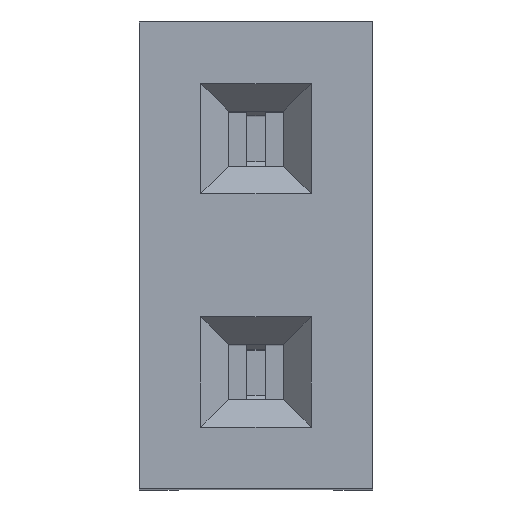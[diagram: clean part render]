
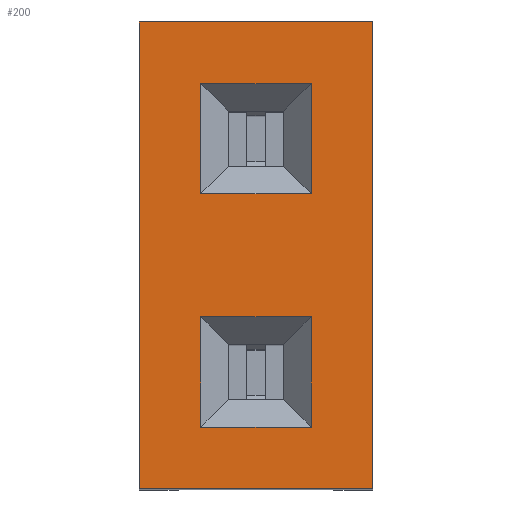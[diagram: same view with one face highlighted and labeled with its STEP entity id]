
A CAD part, top view. The second image highlights one B-rep face of the part: STEP entity #200.
In plain terms, the highlighted planar face has unit normal (0, 0, 1).
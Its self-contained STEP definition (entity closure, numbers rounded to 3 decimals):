
#24 = VERTEX_POINT('',#25);
#25 = CARTESIAN_POINT('',(1.27,-3.81,8.5));
#31 = EDGE_CURVE('',#24,#32,#34,.T.);
#32 = VERTEX_POINT('',#33);
#33 = CARTESIAN_POINT('',(1.27,1.27,8.5));
#34 = LINE('',#35,#36);
#35 = CARTESIAN_POINT('',(1.27,-3.81,8.5));
#36 = VECTOR('',#37,1.);
#37 = DIRECTION('',(0.,1.,0.));
#72 = VERTEX_POINT('',#73);
#73 = CARTESIAN_POINT('',(-1.27,-3.81,8.5));
#79 = EDGE_CURVE('',#72,#24,#80,.T.);
#80 = LINE('',#81,#82);
#81 = CARTESIAN_POINT('',(-1.27,-3.81,8.5));
#82 = VECTOR('',#83,1.);
#83 = DIRECTION('',(1.,0.,0.));
#133 = EDGE_CURVE('',#32,#134,#136,.T.);
#134 = VERTEX_POINT('',#135);
#135 = CARTESIAN_POINT('',(-1.27,1.27,8.5));
#136 = LINE('',#137,#138);
#137 = CARTESIAN_POINT('',(1.27,1.27,8.5));
#138 = VECTOR('',#139,1.);
#139 = DIRECTION('',(-1.,0.,0.));
#200 = ADVANCED_FACE('',(#201,#212,#246),#280,.T.);
#201 = FACE_BOUND('',#202,.T.);
#202 = EDGE_LOOP('',(#203,#204,#205,#211));
#203 = ORIENTED_EDGE('',*,*,#31,.T.);
#204 = ORIENTED_EDGE('',*,*,#133,.T.);
#205 = ORIENTED_EDGE('',*,*,#206,.T.);
#206 = EDGE_CURVE('',#134,#72,#207,.T.);
#207 = LINE('',#208,#209);
#208 = CARTESIAN_POINT('',(-1.27,1.27,8.5));
#209 = VECTOR('',#210,1.);
#210 = DIRECTION('',(0.,-1.,0.));
#211 = ORIENTED_EDGE('',*,*,#79,.T.);
#212 = FACE_BOUND('',#213,.T.);
#213 = EDGE_LOOP('',(#214,#224,#232,#240));
#214 = ORIENTED_EDGE('',*,*,#215,.F.);
#215 = EDGE_CURVE('',#216,#218,#220,.T.);
#216 = VERTEX_POINT('',#217);
#217 = CARTESIAN_POINT('',(0.6,-3.14,8.5));
#218 = VERTEX_POINT('',#219);
#219 = CARTESIAN_POINT('',(0.6,-1.94,8.5));
#220 = LINE('',#221,#222);
#221 = CARTESIAN_POINT('',(0.6,-3.14,8.5));
#222 = VECTOR('',#223,1.);
#223 = DIRECTION('',(0.,1.,0.));
#224 = ORIENTED_EDGE('',*,*,#225,.F.);
#225 = EDGE_CURVE('',#226,#216,#228,.T.);
#226 = VERTEX_POINT('',#227);
#227 = CARTESIAN_POINT('',(-0.6,-3.14,8.5));
#228 = LINE('',#229,#230);
#229 = CARTESIAN_POINT('',(-0.6,-3.14,8.5));
#230 = VECTOR('',#231,1.);
#231 = DIRECTION('',(1.,0.,0.));
#232 = ORIENTED_EDGE('',*,*,#233,.F.);
#233 = EDGE_CURVE('',#234,#226,#236,.T.);
#234 = VERTEX_POINT('',#235);
#235 = CARTESIAN_POINT('',(-0.6,-1.94,8.5));
#236 = LINE('',#237,#238);
#237 = CARTESIAN_POINT('',(-0.6,-1.94,8.5));
#238 = VECTOR('',#239,1.);
#239 = DIRECTION('',(0.,-1.,0.));
#240 = ORIENTED_EDGE('',*,*,#241,.F.);
#241 = EDGE_CURVE('',#218,#234,#242,.T.);
#242 = LINE('',#243,#244);
#243 = CARTESIAN_POINT('',(0.6,-1.94,8.5));
#244 = VECTOR('',#245,1.);
#245 = DIRECTION('',(-1.,0.,0.));
#246 = FACE_BOUND('',#247,.T.);
#247 = EDGE_LOOP('',(#248,#258,#266,#274));
#248 = ORIENTED_EDGE('',*,*,#249,.F.);
#249 = EDGE_CURVE('',#250,#252,#254,.T.);
#250 = VERTEX_POINT('',#251);
#251 = CARTESIAN_POINT('',(0.6,-0.6,8.5));
#252 = VERTEX_POINT('',#253);
#253 = CARTESIAN_POINT('',(0.6,0.6,8.5));
#254 = LINE('',#255,#256);
#255 = CARTESIAN_POINT('',(0.6,-0.6,8.5));
#256 = VECTOR('',#257,1.);
#257 = DIRECTION('',(0.,1.,0.));
#258 = ORIENTED_EDGE('',*,*,#259,.F.);
#259 = EDGE_CURVE('',#260,#250,#262,.T.);
#260 = VERTEX_POINT('',#261);
#261 = CARTESIAN_POINT('',(-0.6,-0.6,8.5));
#262 = LINE('',#263,#264);
#263 = CARTESIAN_POINT('',(-0.6,-0.6,8.5));
#264 = VECTOR('',#265,1.);
#265 = DIRECTION('',(1.,0.,0.));
#266 = ORIENTED_EDGE('',*,*,#267,.F.);
#267 = EDGE_CURVE('',#268,#260,#270,.T.);
#268 = VERTEX_POINT('',#269);
#269 = CARTESIAN_POINT('',(-0.6,0.6,8.5));
#270 = LINE('',#271,#272);
#271 = CARTESIAN_POINT('',(-0.6,0.6,8.5));
#272 = VECTOR('',#273,1.);
#273 = DIRECTION('',(0.,-1.,0.));
#274 = ORIENTED_EDGE('',*,*,#275,.F.);
#275 = EDGE_CURVE('',#252,#268,#276,.T.);
#276 = LINE('',#277,#278);
#277 = CARTESIAN_POINT('',(0.6,0.6,8.5));
#278 = VECTOR('',#279,1.);
#279 = DIRECTION('',(-1.,0.,0.));
#280 = PLANE('',#281);
#281 = AXIS2_PLACEMENT_3D('',#282,#283,#284);
#282 = CARTESIAN_POINT('',(0.,-1.27,8.5));
#283 = DIRECTION('',(0.,0.,1.));
#284 = DIRECTION('',(0.,1.,0.));
